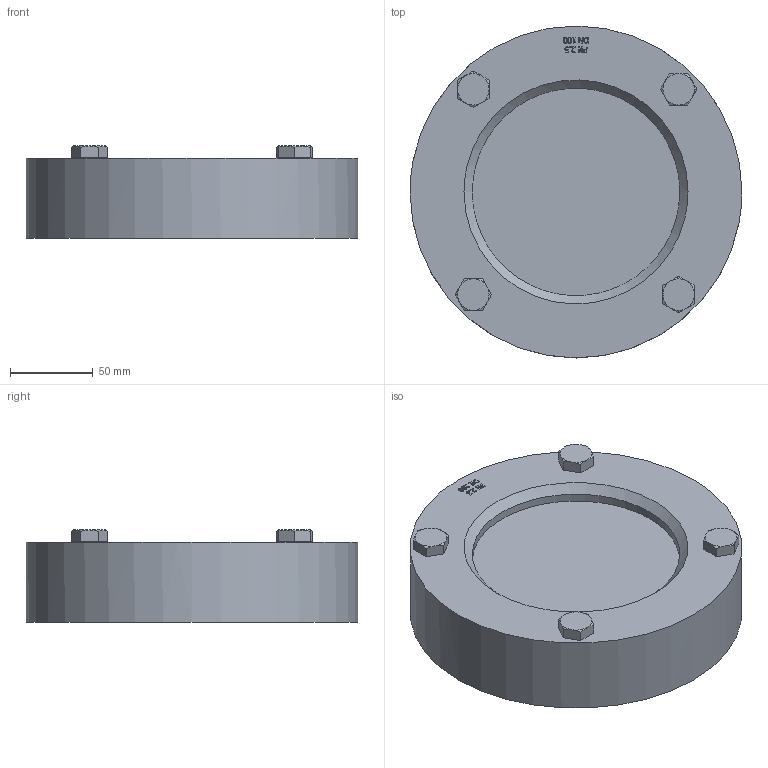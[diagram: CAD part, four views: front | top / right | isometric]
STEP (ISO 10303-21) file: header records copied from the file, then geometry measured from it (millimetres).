
FILE_DESCRIPTION(('HOOPS Exchange Step'),'2;1');
FILE_NAME('BS01_DN100.stp','2025-05-26T11:03:48+02:00',('nieru'),('Unknown organisation'),'HOOPS Exchange 2024.2','HOOPS Exchange','Unknown authorisation');
FILE_SCHEMA( ('AP203_CONFIGURATION_CONTROLLED_3D_DESIGN_OF_MECHANICAL_PARTS_AND_ASSEMBLIES_MIM_LF') );
Length unit declared in the file: millimetre
Products named in the file (1): root
Bounding box: 200 x 200 x 55.5 mm (x, y, z)
Volume: 1139526.9 mm3; surface area: 103842.7 mm2
Topology: 1 solids, 1 shells, 213 faces, 538 edges, 351 vertices
Faces by surface type: plane 111, bspline 65, cone 30, cylinder 7
Full cylindrical faces by diameter (mm): 17.2 x4, 125 x2, 200 x1
Entity records: 12298 total; most frequent: CARTESIAN_POINT 7780, ORIENTED_EDGE 1076, DIRECTION 609, EDGE_CURVE 538, VERTEX_POINT 351, VECTOR 253, LINE 253, EDGE_LOOP 237
